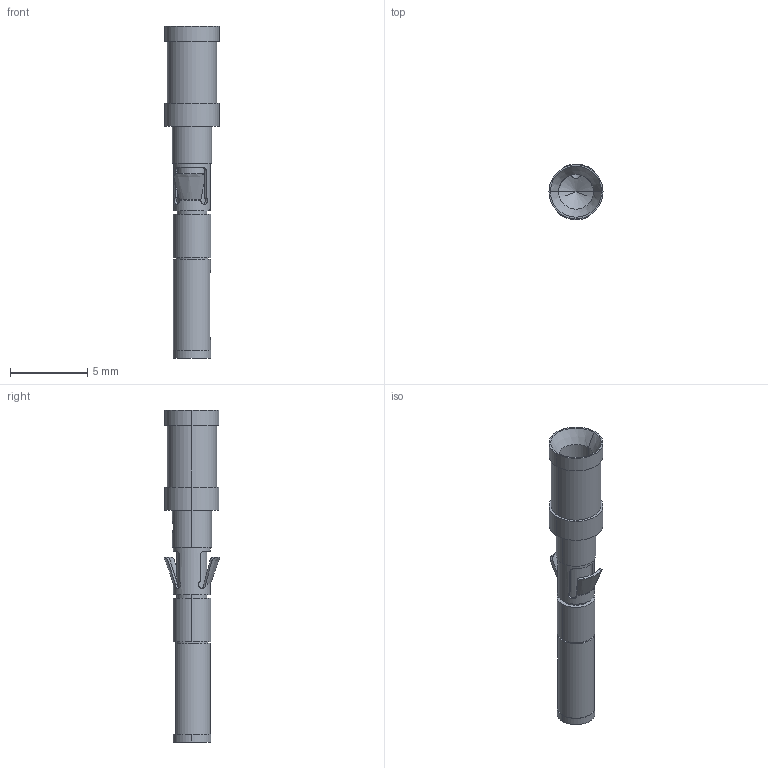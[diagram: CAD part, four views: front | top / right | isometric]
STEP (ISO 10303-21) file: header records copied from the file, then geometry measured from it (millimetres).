
FILE_DESCRIPTION((''),'2;1');
FILE_NAME('CDSF-1_5','2017-04-08T',('tl.yang'),(''),'PRO/ENGINEER BY PARAMETRIC TECHNOLOGY CORPORATION, 2011500','PRO/ENGINEER BY PARAMETRIC TECHNOLOGY CORPORATION, 2011500','');
FILE_SCHEMA(('CONFIG_CONTROL_DESIGN'));
Length unit declared in the file: millimetre
Products named in the file (1): CDSF-1_5
Bounding box: 3.5 x 3.61 x 21.5 mm (x, y, z)
Volume: 67.8 mm3; surface area: 351.8 mm2
Topology: 1 solids, 1 shells, 113 faces, 278 edges, 174 vertices
Faces by surface type: plane 41, bspline 36, cylinder 28, cone 6, torus 2
Entity records: 6055 total; most frequent: CARTESIAN_POINT 3547, ORIENTED_EDGE 548, DIRECTION 429, EDGE_CURVE 274, VERTEX_POINT 174, AXIS2_PLACEMENT_3D 152, EDGE_LOOP 130, VECTOR 125
